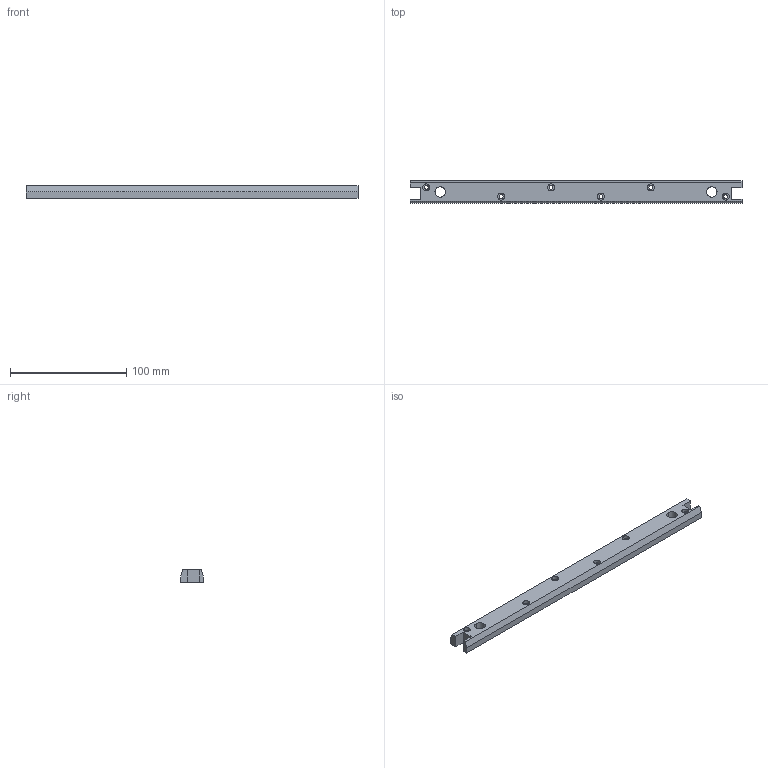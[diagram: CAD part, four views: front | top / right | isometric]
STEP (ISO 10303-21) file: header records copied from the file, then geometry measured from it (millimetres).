
FILE_DESCRIPTION (( 'STEP AP214' ), '1' );
FILE_NAME ('counterweight_cover.STEP', '2024-02-09T21:50:06', ( '' ), ( '' ), 'SwSTEP 2.0', 'SolidWorks 2010', '' );
FILE_SCHEMA (( 'AUTOMOTIVE_DESIGN' ));
Length unit declared in the file: millimetre
Products named in the file (1): counterweight_cover
Bounding box: 286 x 19.6 x 11 mm (x, y, z)
Volume: 34454.1 mm3; surface area: 21800.5 mm2
Topology: 1 solids, 1 shells, 85 faces, 216 edges, 144 vertices
Faces by surface type: plane 57, cylinder 28
Entity records: 2632 total; most frequent: CARTESIAN_POINT 446, DIRECTION 444, ORIENTED_EDGE 432, EDGE_CURVE 216, LINE 160, VECTOR 160, VERTEX_POINT 144, AXIS2_PLACEMENT_3D 142
